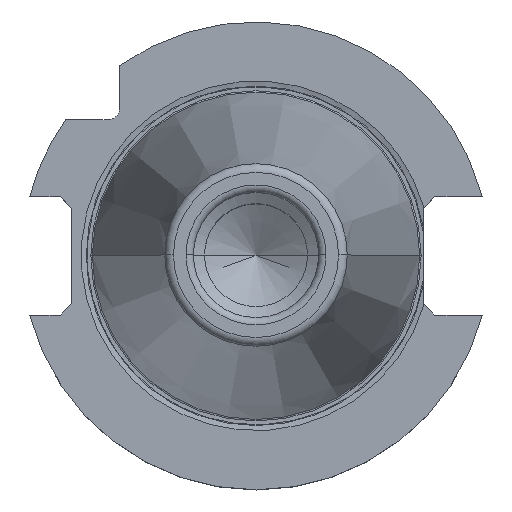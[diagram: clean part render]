
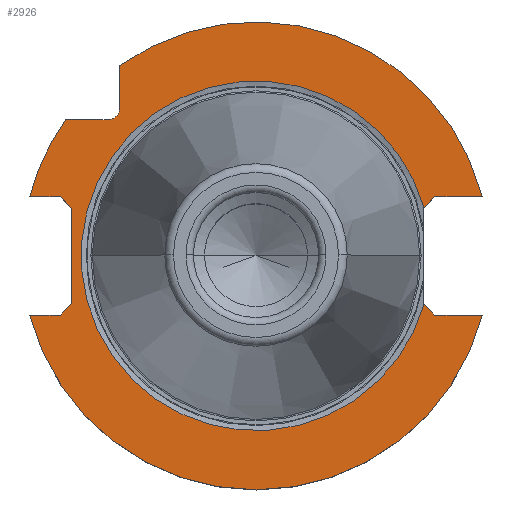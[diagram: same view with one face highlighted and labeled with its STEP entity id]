
A CAD part, top view. The second image highlights one B-rep face of the part: STEP entity #2926.
In plain terms, the highlighted planar face has unit normal (0, 0, 1).
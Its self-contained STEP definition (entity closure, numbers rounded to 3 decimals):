
#266=CARTESIAN_POINT('',(0.,0.,-3.2));
#267=DIRECTION('',(0.,0.,1.));
#268=DIRECTION('',(-0.813,0.582,0.));
#269=AXIS2_PLACEMENT_3D('',#266,#267,#268);
#282=CARTESIAN_POINT('',(0.,0.,-3.2));
#283=DIRECTION('',(0.,0.,1.));
#284=DIRECTION('',(-0.967,-0.253,0.));
#285=AXIS2_PLACEMENT_3D('',#282,#283,#284);
#298=CARTESIAN_POINT('',(0.,0.,-3.2));
#299=DIRECTION('',(0.,0.,1.));
#300=DIRECTION('',(0.967,0.253,0.));
#301=AXIS2_PLACEMENT_3D('',#298,#299,#300);
#854=CARTESIAN_POINT('',(-20.1,20.1,-3.2));
#855=DIRECTION('',(0.,0.,-1.));
#856=DIRECTION('',(1.,0.,0.));
#857=AXIS2_PLACEMENT_3D('',#854,#855,#856);
#870=DIRECTION('',(-1.,0.,0.));
#871=VECTOR('',#870,6.438);
#872=CARTESIAN_POINT('',(30.738,-8.05,-3.2));
#873=LINE('',#872,#871);
#877=DIRECTION('',(1.,0.,0.));
#878=VECTOR('',#877,4.138);
#879=CARTESIAN_POINT('',(-30.738,-8.05,-3.2));
#880=LINE('',#879,#878);
#884=DIRECTION('',(-0.707,-0.707,0.));
#885=VECTOR('',#884,2.263);
#886=CARTESIAN_POINT('',(-25.,-6.45,-3.2));
#887=LINE('',#886,#885);
#891=DIRECTION('',(0.,-1.,0.));
#892=VECTOR('',#891,12.9);
#893=CARTESIAN_POINT('',(-25.,6.45,-3.2));
#894=LINE('',#893,#892);
#898=DIRECTION('',(-0.707,0.707,0.));
#899=VECTOR('',#898,2.263);
#900=CARTESIAN_POINT('',(-25.,6.45,-3.2));
#901=LINE('',#900,#899);
#905=DIRECTION('',(1.,0.,0.));
#906=VECTOR('',#905,4.138);
#907=CARTESIAN_POINT('',(-30.738,8.05,-3.2));
#908=LINE('',#907,#906);
#912=DIRECTION('',(1.,0.,0.));
#913=VECTOR('',#912,5.734);
#914=CARTESIAN_POINT('',(-25.834,18.5,-3.2));
#915=LINE('',#914,#913);
#919=DIRECTION('',(0.,-1.,0.));
#920=VECTOR('',#919,5.734);
#921=CARTESIAN_POINT('',(-18.5,25.834,-3.2));
#922=LINE('',#921,#920);
#926=DIRECTION('',(-1.,0.,0.));
#927=VECTOR('',#926,6.438);
#928=CARTESIAN_POINT('',(30.738,8.05,-3.2));
#929=LINE('',#928,#927);
#933=DIRECTION('',(-0.707,-0.707,0.));
#934=VECTOR('',#933,2.095);
#935=CARTESIAN_POINT('',(24.3,8.05,-3.2));
#936=LINE('',#935,#934);
#940=DIRECTION('',(-0.707,0.707,0.));
#941=VECTOR('',#940,2.095);
#942=CARTESIAN_POINT('',(24.3,-8.05,-3.2));
#943=LINE('',#942,#941);
#1019=CARTESIAN_POINT('',(0.,0.,-3.2));
#1020=DIRECTION('',(0.,0.,-1.));
#1021=DIRECTION('',(0.961,-0.277,0.));
#1022=AXIS2_PLACEMENT_3D('',#1019,#1020,#1021);
#1996=CARTESIAN_POINT('',(-18.5,20.1,-3.2));
#1997=CARTESIAN_POINT('',(-20.1,18.5,-3.2));
#1998=VERTEX_POINT('',#1996);
#1999=VERTEX_POINT('',#1997);
#2028=CARTESIAN_POINT('',(-25.,-6.45,-3.2));
#2030=VERTEX_POINT('',#2028);
#2032=CARTESIAN_POINT('',(-26.6,-8.05,-3.2));
#2034=VERTEX_POINT('',#2032);
#2037=CARTESIAN_POINT('',(-25.,6.45,-3.2));
#2039=VERTEX_POINT('',#2037);
#2041=CARTESIAN_POINT('',(-26.6,8.05,-3.2));
#2043=VERTEX_POINT('',#2041);
#2070=CARTESIAN_POINT('',(-18.5,25.834,-3.2));
#2071=VERTEX_POINT('',#2070);
#2072=CARTESIAN_POINT('',(-25.834,18.5,-3.2));
#2073=VERTEX_POINT('',#2072);
#2100=CARTESIAN_POINT('',(-30.738,-8.05,-3.2));
#2102=VERTEX_POINT('',#2100);
#2106=CARTESIAN_POINT('',(-30.738,8.05,-3.2));
#2108=VERTEX_POINT('',#2106);
#2130=CARTESIAN_POINT('',(30.738,-8.05,-3.2));
#2132=VERTEX_POINT('',#2130);
#2138=CARTESIAN_POINT('',(30.738,8.05,-3.2));
#2140=VERTEX_POINT('',#2138);
#2146=CARTESIAN_POINT('',(24.3,-8.05,-3.2));
#2147=VERTEX_POINT('',#2146);
#2148=CARTESIAN_POINT('',(22.819,-6.569,-3.2));
#2149=VERTEX_POINT('',#2148);
#2150=CARTESIAN_POINT('',(24.3,8.05,-3.2));
#2151=VERTEX_POINT('',#2150);
#2152=CARTESIAN_POINT('',(22.819,6.569,-3.2));
#2153=VERTEX_POINT('',#2152);
#2895=CARTESIAN_POINT('',(0.,0.,-3.2));
#2896=DIRECTION('',(0.,0.,-1.));
#2897=DIRECTION('',(-1.,0.,0.));
#2898=AXIS2_PLACEMENT_3D('',#2895,#2896,#2897);
#2899=PLANE('',#2898);
#2901=ORIENTED_EDGE('',*,*,#2900,.F.);
#2902=ORIENTED_EDGE('',*,*,#2503,.F.);
#2904=ORIENTED_EDGE('',*,*,#2903,.T.);
#2906=ORIENTED_EDGE('',*,*,#2905,.F.);
#2907=ORIENTED_EDGE('',*,*,#2310,.F.);
#2908=ORIENTED_EDGE('',*,*,#2428,.T.);
#2909=ORIENTED_EDGE('',*,*,#2458,.F.);
#2910=ORIENTED_EDGE('',*,*,#2473,.F.);
#2911=ORIENTED_EDGE('',*,*,#2875,.T.);
#2912=ORIENTED_EDGE('',*,*,#2886,.F.);
#2914=ORIENTED_EDGE('',*,*,#2913,.F.);
#2915=ORIENTED_EDGE('',*,*,#2530,.F.);
#2917=ORIENTED_EDGE('',*,*,#2916,.T.);
#2919=ORIENTED_EDGE('',*,*,#2918,.T.);
#2921=ORIENTED_EDGE('',*,*,#2920,.F.);
#2923=ORIENTED_EDGE('',*,*,#2922,.F.);
#2924=EDGE_LOOP('',(#2901,#2902,#2904,#2906,#2907,#2908,#2909,#2910,#2911,#2912,
#2914,#2915,#2917,#2919,#2921,#2923));
#2925=FACE_OUTER_BOUND('',#2924,.F.);
#270=CIRCLE('',#269,31.775);
#286=CIRCLE('',#285,31.775);
#302=CIRCLE('',#301,31.775);
#858=CIRCLE('',#857,1.6);
#1023=CIRCLE('',#1022,23.746);
#2310=EDGE_CURVE('',#2039,#2030,#894,.T.);
#2428=EDGE_CURVE('',#2039,#2043,#901,.T.);
#2458=EDGE_CURVE('',#2108,#2043,#908,.T.);
#2473=EDGE_CURVE('',#2073,#2108,#270,.T.);
#2503=EDGE_CURVE('',#2102,#2132,#286,.T.);
#2530=EDGE_CURVE('',#2140,#2071,#302,.T.);
#2875=EDGE_CURVE('',#2073,#1999,#915,.T.);
#2886=EDGE_CURVE('',#1998,#1999,#858,.T.);
#2900=EDGE_CURVE('',#2132,#2147,#873,.T.);
#2903=EDGE_CURVE('',#2102,#2034,#880,.T.);
#2905=EDGE_CURVE('',#2030,#2034,#887,.T.);
#2913=EDGE_CURVE('',#2071,#1998,#922,.T.);
#2916=EDGE_CURVE('',#2140,#2151,#929,.T.);
#2918=EDGE_CURVE('',#2151,#2153,#936,.T.);
#2920=EDGE_CURVE('',#2149,#2153,#1023,.T.);
#2922=EDGE_CURVE('',#2147,#2149,#943,.T.);
#2926=ADVANCED_FACE('',(#2925),#2899,.F.);
